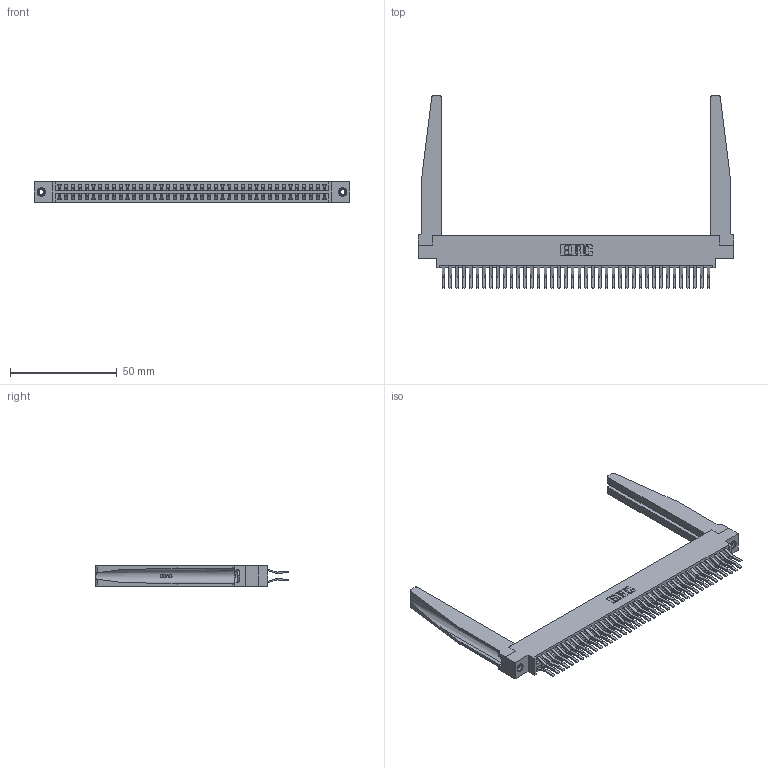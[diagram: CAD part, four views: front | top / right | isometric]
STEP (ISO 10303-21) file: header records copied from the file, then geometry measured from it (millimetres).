
FILE_DESCRIPTION (( 'STEP AP203' ), '1' );
FILE_NAME ('396-080-560-878.STEP', '2019-11-02T13:52:30', ( '' ), ( '' ), 'SwSTEP 2.0', 'SolidWorks 2016', '' );
FILE_SCHEMA (( 'CONFIG_CONTROL_DESIGN' ));
Length unit declared in the file: inch
Products named in the file (5): 346-220-078_345-220-078; 345-250-001_345-250-001-102; 396-080-560-878; 346 Part_0.170 Offset - 0.156 Dia-TH; 345-292-001_560 Tail
Assembly tree (85 placements, depth 2):
  396-080-560-878
    346 Part_0.170 Offset - 0.156 Dia-TH
    345-292-001_560 Tail  x80
    346-220-078_345-220-078  x2
    345-250-001_345-250-001-102  x2
Bounding box: 147.57 x 90.05 x 9.4 mm (x, y, z)
Volume: 21653.4 mm3; surface area: 28352 mm2
Topology: 85 solids, 85 shells, 4680 faces, 13829 edges, 9102 vertices
Faces by surface type: plane 3022, cylinder 1606, bspline 36, cone 12, torus 4
Entity records: 31342 total; most frequent: CARTESIAN_POINT 6107, ORIENTED_EDGE 4930, DIRECTION 4423, EDGE_CURVE 2465, LINE 2075, VECTOR 2075, VERTEX_POINT 1636, AXIS2_PLACEMENT_3D 1174
